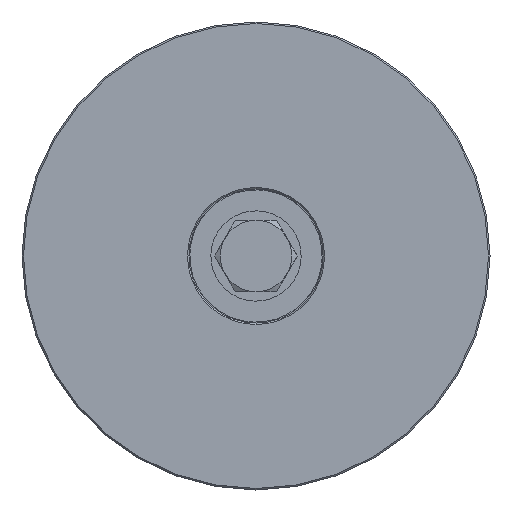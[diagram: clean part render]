
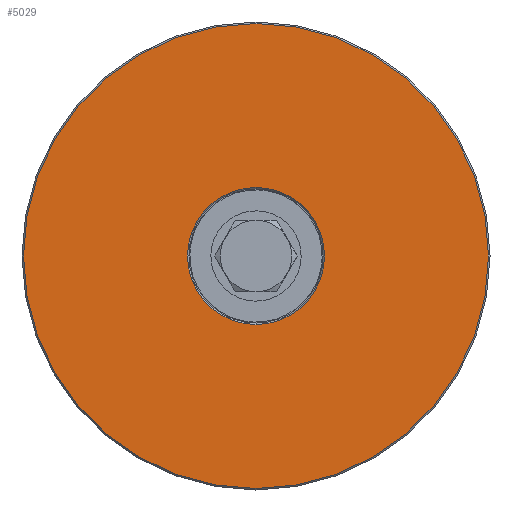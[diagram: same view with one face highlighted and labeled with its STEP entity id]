
A CAD part, left-side view. The second image highlights one B-rep face of the part: STEP entity #5029.
In plain terms, the highlighted planar face has unit normal (-1, 0, 0).
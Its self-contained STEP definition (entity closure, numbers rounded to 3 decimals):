
#415 = AXIS2_PLACEMENT_3D ( 'NONE', #7081, #1968, #876 ) ;
#424 = DIRECTION ( 'NONE',  ( 0., 0., -1. ) ) ;
#621 = DIRECTION ( 'NONE',  ( 0., 0., -1. ) ) ;
#646 = DIRECTION ( 'NONE',  ( -1., 0., 0. ) ) ;
#674 = AXIS2_PLACEMENT_3D ( 'NONE', #5268, #4150, #5784 ) ;
#700 = EDGE_CURVE ( 'NONE', #3025, #6990, #1191, .T. ) ;
#876 = DIRECTION ( 'NONE',  ( 0., 0., -1. ) ) ;
#1191 = CIRCLE ( 'NONE', #6722, 78. ) ;
#1456 = CIRCLE ( 'NONE', #3979, 78. ) ;
#1621 = CARTESIAN_POINT ( 'NONE',  ( 0., 0., -78. ) ) ;
#1626 = CARTESIAN_POINT ( 'NONE',  ( 0., 0., 0. ) ) ;
#1881 = EDGE_CURVE ( 'NONE', #6990, #3025, #1456, .T. ) ;
#1968 = DIRECTION ( 'NONE',  ( 1., 0., 0. ) ) ;
#2143 = FACE_OUTER_BOUND ( 'NONE', #4093, .T. ) ;
#2812 = VERTEX_POINT ( 'NONE', #3532 ) ;
#3025 = VERTEX_POINT ( 'NONE', #5881 ) ;
#3532 = CARTESIAN_POINT ( 'NONE',  ( 0., 0., 23. ) ) ;
#3697 = ORIENTED_EDGE ( 'NONE', *, *, #5067, .T. ) ;
#3969 = FACE_BOUND ( 'NONE', #6826, .T. ) ;
#3979 = AXIS2_PLACEMENT_3D ( 'NONE', #5977, #5426, #424 ) ;
#4093 = EDGE_LOOP ( 'NONE', ( #4252, #5846 ) ) ;
#4150 = DIRECTION ( 'NONE',  ( 1., 0., 0. ) ) ;
#4252 = ORIENTED_EDGE ( 'NONE', *, *, #1881, .T. ) ;
#4338 = CARTESIAN_POINT ( 'NONE',  ( 0., 0., -23. ) ) ;
#4455 = CARTESIAN_POINT ( 'NONE',  ( 0., 0., 0. ) ) ;
#4483 = DIRECTION ( 'NONE',  ( 1., 0., 0. ) ) ;
#4655 = PLANE ( 'NONE',  #674 ) ;
#4809 = EDGE_CURVE ( 'NONE', #2812, #6801, #6970, .T. ) ;
#5029 = ADVANCED_FACE ( 'NONE', ( #3969, #2143 ), #4655, .F. ) ;
#5067 = EDGE_CURVE ( 'NONE', #6801, #2812, #5732, .T. ) ;
#5268 = CARTESIAN_POINT ( 'NONE',  ( 0., 22.5, 0. ) ) ;
#5360 = AXIS2_PLACEMENT_3D ( 'NONE', #4455, #4483, #5618 ) ;
#5426 = DIRECTION ( 'NONE',  ( -1., 0., 0. ) ) ;
#5617 = ORIENTED_EDGE ( 'NONE', *, *, #4809, .T. ) ;
#5618 = DIRECTION ( 'NONE',  ( 0., 0., -1. ) ) ;
#5732 = CIRCLE ( 'NONE', #415, 23. ) ;
#5784 = DIRECTION ( 'NONE',  ( 0., 0., -1. ) ) ;
#5846 = ORIENTED_EDGE ( 'NONE', *, *, #700, .T. ) ;
#5881 = CARTESIAN_POINT ( 'NONE',  ( 0., 0., 78. ) ) ;
#5977 = CARTESIAN_POINT ( 'NONE',  ( 0., 0., 0. ) ) ;
#6722 = AXIS2_PLACEMENT_3D ( 'NONE', #1626, #646, #621 ) ;
#6801 = VERTEX_POINT ( 'NONE', #4338 ) ;
#6826 = EDGE_LOOP ( 'NONE', ( #5617, #3697 ) ) ;
#6970 = CIRCLE ( 'NONE', #5360, 23. ) ;
#6990 = VERTEX_POINT ( 'NONE', #1621 ) ;
#7081 = CARTESIAN_POINT ( 'NONE',  ( 0., 0., 0. ) ) ;
